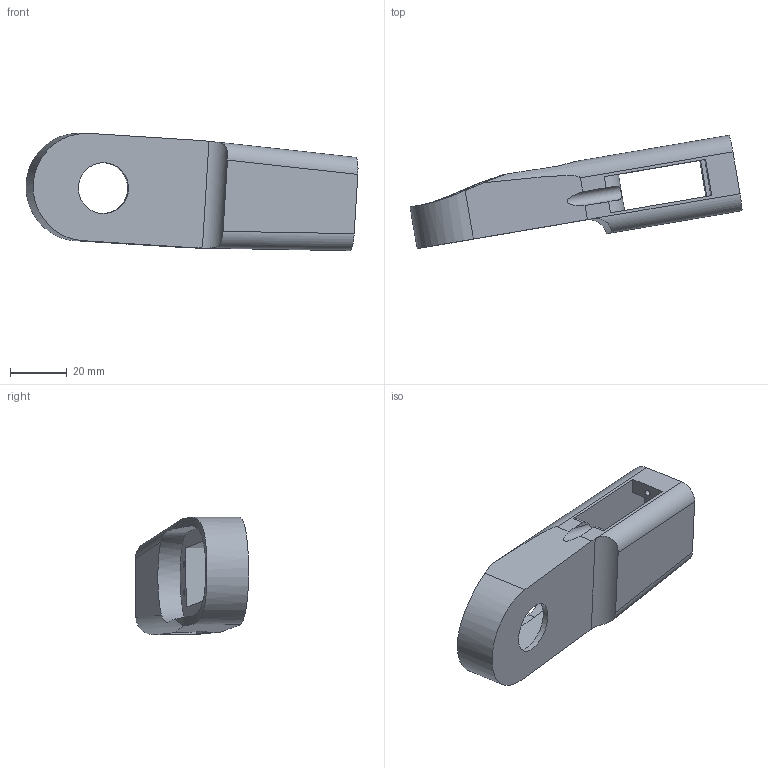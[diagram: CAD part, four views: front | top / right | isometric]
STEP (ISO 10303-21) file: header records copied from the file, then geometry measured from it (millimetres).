
FILE_DESCRIPTION(/* description */ ('STEP AP214'),/* implementation_level */ '2;1');
FILE_NAME(/* name */ '6772cfae29831b771dc8358a',/* time_stamp */ '2024-12-30T16:52:01Z',/* author */ (''),/* organization */ (''),/* preprocessor_version */ 'ST-DEVELOPER v20',/* originating_system */ 'ONSHAPE BY PTC INC, 1.191',/* authorisation */ ' ');
FILE_SCHEMA (('AUTOMOTIVE_DESIGN {1 0 10303 214 3 1 1}'));
Length unit declared in the file: metre
Products named in the file (1): Arm 02 v3
Bounding box: 117.42 x 40.09 x 41.44 mm (x, y, z)
Volume: 50267.2 mm3; surface area: 19079.5 mm2
Topology: 1 solids, 1 shells, 66 faces, 163 edges, 107 vertices
Faces by surface type: plane 41, cylinder 24, bspline 1
Full cylindrical faces by diameter (mm): 2.2 x6, 2.6 x4, 13 x1, 18 x1
Entity records: 2002 total; most frequent: CARTESIAN_POINT 430, DIRECTION 320, ORIENTED_EDGE 298, EDGE_CURVE 149, AXIS2_PLACEMENT_3D 119, VERTEX_POINT 105, EDGE_LOOP 92, FACE_BOUND 92
